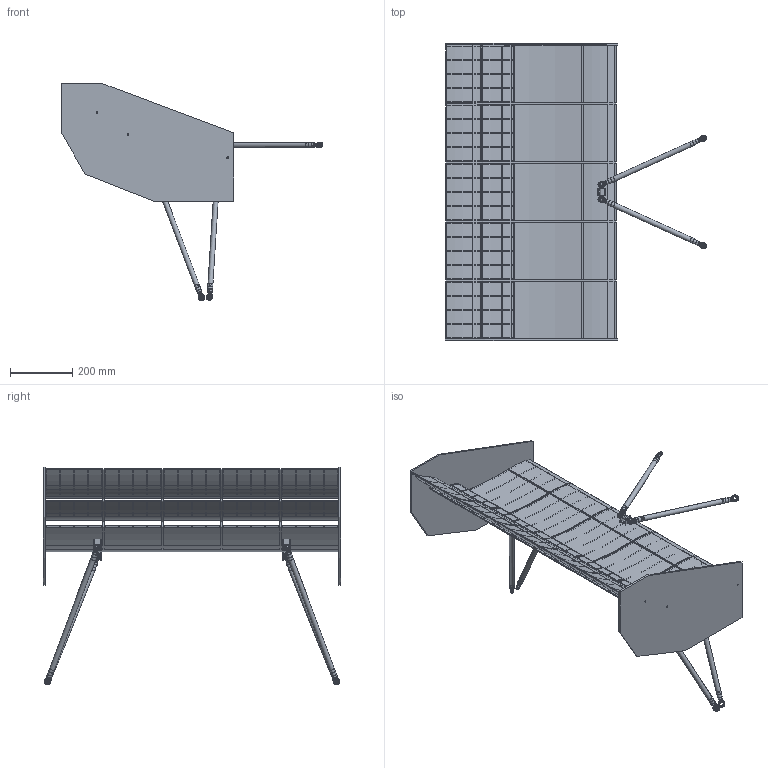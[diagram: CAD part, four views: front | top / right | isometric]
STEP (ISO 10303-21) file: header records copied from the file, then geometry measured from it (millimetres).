
FILE_DESCRIPTION(/* description */ (''),/* implementation_level */ '2;1');
FILE_NAME(/* name */ 'Rr.wing_assy.stp',/* time_stamp */ '2018-04-27T19:41:20+09:00',/* author */ ('ku_sk'),/* organization */ (''),/* preprocessor_version */ 'ST-DEVELOPER v17',/* originating_system */ 'Autodesk Inventor 2018',/* authorisation */ '');
FILE_SCHEMA (('AUTOMOTIVE_DESIGN { 1 0 10303 214 3 1 1 }'));
Length unit declared in the file: millimetre
Products named in the file (42): Rr.wing_assy; mainflap; flap_m; uretan_m; GFRP_main; subflap; flap_s; uretan_s; GFRP_sub; bracket; endplate; bracket2; bracket3; axis2; axis_r1; stay1; pipe_16mm; stay11; pipe_16mm_360mm1; stay2; pipe_16mm_1; stay21; pipe_16mm_420mm1; stay3; pipe_16mm_2; stay end; Symmetry of ArmEnd1.0; Symmetry of POS 8EC.1; Symmetry of POS_8ECBody; Symmetry of JIS B 1181 NUT M8 STEEL GRADE C HEXAGON; stay31; pipe_16mm_200mm1; stay end1; Symmetry of ArmEnd1.01; Symmetry of POS 8EC.11; Symmetry of POS_8ECBody1; Symmetry of JIS B 1181 NUT M8 STEEL GRADE C HEXAGON1; Symmetry of POS_8ECBall; Symmetry of POS_8ECBall1; collar ...
Assembly tree (101 placements, depth 5):
  Rr.wing_assy
    mainflap  x5
      flap_m
      uretan_m
      GFRP_main
    subflap  x10
      flap_s
      uretan_s
      GFRP_sub
    bracket  x4
    endplate  x2
    bracket2  x2
    bracket3  x3
    axis2  x4
    axis_r1  x2
    stay1
      pipe_16mm
      stay end  x2
        Symmetry of ArmEnd1.0
        Symmetry of POS 8EC.1
          Symmetry of POS_8ECBody
        Symmetry of JIS B 1181 NUT M8 STEEL GRADE C HEXAGON
    stay11
      pipe_16mm_360mm1
      stay end1  x2
        Symmetry of ArmEnd1.01
        Symmetry of POS 8EC.11
          Symmetry of POS_8ECBody1
        Symmetry of JIS B 1181 NUT M8 STEEL GRADE C HEXAGON1
    Symmetry of POS_8ECBall  x5
    stay2
      pipe_16mm_1
      stay end  x2
        Symmetry of ArmEnd1.0
        Symmetry of POS 8EC.1
          Symmetry of POS_8ECBody
        Symmetry of JIS B 1181 NUT M8 STEEL GRADE C HEXAGON
    stay21
      pipe_16mm_420mm1
      stay end1  x2
        Symmetry of ArmEnd1.01
        Symmetry of POS 8EC.11
          Symmetry of POS_8ECBody1
        Symmetry of JIS B 1181 NUT M8 STEEL GRADE C HEXAGON1
    stay3
      pipe_16mm_2
      stay end  x2
        Symmetry of ArmEnd1.0
        Symmetry of POS 8EC.1
          Symmetry of POS_8ECBody
        Symmetry of JIS B 1181 NUT M8 STEEL GRADE C HEXAGON
    stay31
      pipe_16mm_200mm1
      stay end1  x2
        Symmetry of ArmEnd1.01
        Symmetry of POS 8EC.11
          Symmetry of POS_8ECBody1
        Symmetry of JIS B 1181 NUT M8 STEEL GRADE C HEXAGON1
    Symmetry of POS_8ECBall1
    collar  x8
Bounding box: 841.04 x 956 x 701.28 mm (x, y, z)
Volume: 19758669.9 mm3; surface area: 6790905.1 mm2
Topology: 250 solids, 250 shells, 3376 faces, 8739 edges, 5858 vertices
Faces by surface type: cylinder 2439, plane 745, cone 60, sphere 48, bspline 48, torus 36
Full cylindrical faces by diameter (mm): 5 x6, 6 x200, 6.4 x12, 6.647 x12, 8 x41, 10 x11, 12 x110, 13.8 x18, 15.011 x24, 16 x18
Entity records: 14009 total; most frequent: CARTESIAN_POINT 2891, DIRECTION 2356, ORIENTED_EDGE 1832, AXIS2_PLACEMENT_3D 1005, EDGE_CURVE 916, VERTEX_POINT 618, CIRCLE 502, EDGE_LOOP 466
